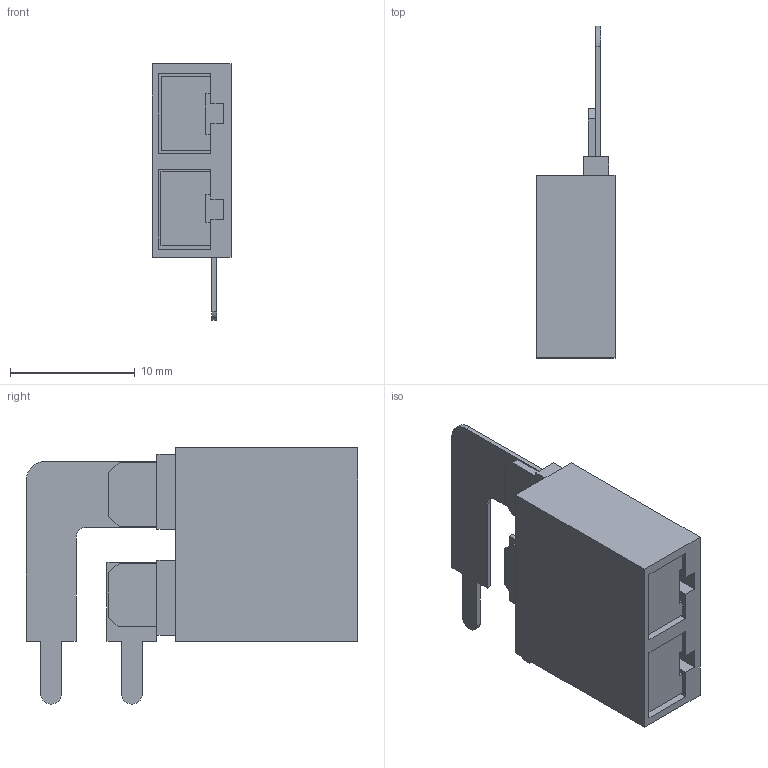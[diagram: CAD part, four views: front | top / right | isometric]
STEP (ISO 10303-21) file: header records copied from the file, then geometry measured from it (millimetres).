
FILE_DESCRIPTION(('FreeCAD Model'),'2;1');
FILE_NAME('Open CASCADE Shape Model','2023-06-19T21:48:30',(''),(''), 'Open CASCADE STEP processor 7.6','FreeCAD','Unknown');
FILE_SCHEMA(('AUTOMOTIVE_DESIGN { 1 0 10303 214 1 1 1 1 }'));
Length unit declared in the file: millimetre
Products named in the file (11): PCC_SMP_V_K_100; Pin Mounts; Joints; Pins Ext; Cut; Clamps; K; AL; CH; -; +
Assembly tree (10 placements, depth 2):
  PCC_SMP_V_K_100
    Pin Mounts
    Joints
    Pins Ext
    Cut
    Clamps
    K
    AL
    CH
    -
    +
Bounding box: 6.35 x 26.58 x 20.52 mm (x, y, z)
Volume: 1348.5 mm3; surface area: 2632.7 mm2
Topology: 9 solids, 16 shells, 104 faces, 312 edges, 235 vertices
Faces by surface type: plane 100, cylinder 4
Entity records: 7546 total; most frequent: CARTESIAN_POINT 1293, DIRECTION 1049, LINE 795, VECTOR 795, ORIENTED_EDGE 543, PCURVE 543, DEFINITIONAL_REPRESENTATION 543, EDGE_CURVE 312
